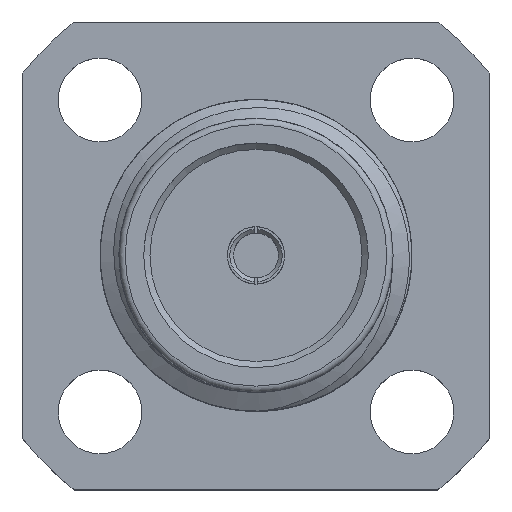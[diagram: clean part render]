
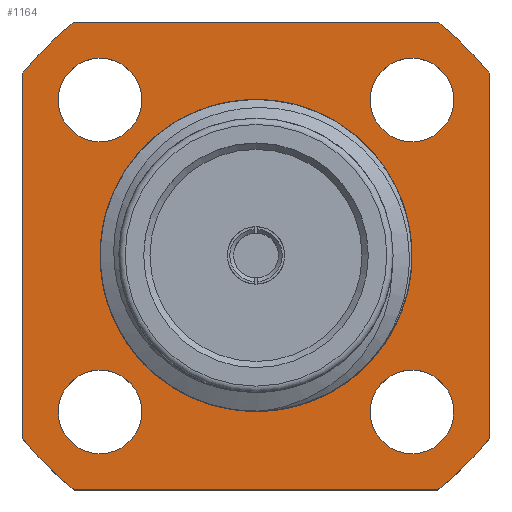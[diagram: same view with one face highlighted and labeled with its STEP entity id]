
A CAD part, top view. The second image highlights one B-rep face of the part: STEP entity #1164.
In plain terms, the highlighted planar face has unit normal (0, 0, 1).
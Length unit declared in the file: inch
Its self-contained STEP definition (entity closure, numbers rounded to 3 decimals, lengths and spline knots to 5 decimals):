
#19 = FACE_OUTER_BOUND ( 'NONE', #894, .T. ) ;
#20 = EDGE_CURVE ( 'NONE', #422, #422, #765, .T. ) ;
#24 = CARTESIAN_POINT ( 'NONE',  ( 0.1875, 0.14577, 0. ) ) ;
#53 = CARTESIAN_POINT ( 'NONE',  ( -0.1875, -0.14577, 0. ) ) ;
#62 = EDGE_CURVE ( 'NONE', #1826, #283, #1795, .T. ) ;
#65 = CARTESIAN_POINT ( 'NONE',  ( -0.1875, -0.1875, 0. ) ) ;
#101 = CARTESIAN_POINT ( 'NONE',  ( 0.1875, -0.14577, 0. ) ) ;
#114 = VERTEX_POINT ( 'NONE', #53 ) ;
#133 = EDGE_LOOP ( 'NONE', ( #2106 ) ) ;
#142 = EDGE_CURVE ( 'NONE', #1339, #1339, #1374, .T. ) ;
#144 = CARTESIAN_POINT ( 'NONE',  ( 0.1875, -0.1875, 0. ) ) ;
#170 = CARTESIAN_POINT ( 'NONE',  ( 0.14577, -0.1875, 0. ) ) ;
#172 = VERTEX_POINT ( 'NONE', #1330 ) ;
#195 = CARTESIAN_POINT ( 'NONE',  ( -0.0915, 0.125, 0. ) ) ;
#247 = LINE ( 'NONE', #65, #1588 ) ;
#257 = ORIENTED_EDGE ( 'NONE', *, *, #2051, .T. ) ;
#283 = VERTEX_POINT ( 'NONE', #423 ) ;
#292 = AXIS2_PLACEMENT_3D ( 'NONE', #2351, #1949, #489 ) ;
#313 = EDGE_LOOP ( 'NONE', ( #887 ) ) ;
#331 = LINE ( 'NONE', #801, #2400 ) ;
#334 = DIRECTION ( 'NONE',  ( -1., 0., 0. ) ) ;
#366 = FACE_BOUND ( 'NONE', #133, .T. ) ;
#392 = CARTESIAN_POINT ( 'NONE',  ( -0.0915, -0.125, 0. ) ) ;
#395 = EDGE_CURVE ( 'NONE', #114, #763, #2339, .T. ) ;
#422 = VERTEX_POINT ( 'NONE', #195 ) ;
#423 = CARTESIAN_POINT ( 'NONE',  ( -0.1875, 0.14577, 0. ) ) ;
#486 = EDGE_CURVE ( 'NONE', #1906, #1906, #2376, .T. ) ;
#489 = DIRECTION ( 'NONE',  ( 1., 0., 0. ) ) ;
#505 = DIRECTION ( 'NONE',  ( -1., 0., 0. ) ) ;
#507 = CARTESIAN_POINT ( 'NONE',  ( -0.1875, -0.1875, 0. ) ) ;
#512 = FACE_BOUND ( 'NONE', #1596, .T. ) ;
#526 = AXIS2_PLACEMENT_3D ( 'NONE', #2208, #2241, #334 ) ;
#575 = FACE_BOUND ( 'NONE', #313, .T. ) ;
#631 = EDGE_CURVE ( 'NONE', #634, #634, #1621, .T. ) ;
#634 = VERTEX_POINT ( 'NONE', #1178 ) ;
#673 = ORIENTED_EDGE ( 'NONE', *, *, #395, .T. ) ;
#675 = AXIS2_PLACEMENT_3D ( 'NONE', #2010, #871, #1797 ) ;
#680 = DIRECTION ( 'NONE',  ( 0., 0., 1. ) ) ;
#763 = VERTEX_POINT ( 'NONE', #1347 ) ;
#765 = CIRCLE ( 'NONE', #812, 0.0335 ) ;
#801 = CARTESIAN_POINT ( 'NONE',  ( -0.1875, 0.1875, 0. ) ) ;
#806 = AXIS2_PLACEMENT_3D ( 'NONE', #1470, #1683, #1852 ) ;
#812 = AXIS2_PLACEMENT_3D ( 'NONE', #2145, #1399, #1761 ) ;
#862 = CARTESIAN_POINT ( 'NONE',  ( 0., 0., 0. ) ) ;
#863 = EDGE_CURVE ( 'NONE', #2172, #1984, #1594, .T. ) ;
#870 = PLANE ( 'NONE',  #526 ) ;
#871 = DIRECTION ( 'NONE',  ( 0., 0., 1. ) ) ;
#887 = ORIENTED_EDGE ( 'NONE', *, *, #486, .F. ) ;
#894 = EDGE_LOOP ( 'NONE', ( #2260, #1416, #673, #2408, #1512, #1808, #257, #1293 ) ) ;
#906 = CIRCLE ( 'NONE', #1605, 0.2375 ) ;
#932 = DIRECTION ( 'NONE',  ( 1., 0., 0. ) ) ;
#952 = EDGE_LOOP ( 'NONE', ( #2069 ) ) ;
#994 = AXIS2_PLACEMENT_3D ( 'NONE', #1907, #2116, #1555 ) ;
#1016 = EDGE_LOOP ( 'NONE', ( #1046 ) ) ;
#1046 = ORIENTED_EDGE ( 'NONE', *, *, #142, .F. ) ;
#1098 = FACE_BOUND ( 'NONE', #952, .T. ) ;
#1128 = LINE ( 'NONE', #144, #2159 ) ;
#1130 = EDGE_CURVE ( 'NONE', #763, #2172, #247, .T. ) ;
#1164 = ADVANCED_FACE ( 'NONE', ( #1098, #575, #2375, #366, #512, #19 ), #870, .F. ) ;
#1178 = CARTESIAN_POINT ( 'NONE',  ( 0.1585, 0.125, 0. ) ) ;
#1197 = LINE ( 'NONE', #507, #2131 ) ;
#1206 = DIRECTION ( 'NONE',  ( -1., 0., 0. ) ) ;
#1207 = ORIENTED_EDGE ( 'NONE', *, *, #20, .F. ) ;
#1234 = CARTESIAN_POINT ( 'NONE',  ( -0.14577, 0.1875, 0. ) ) ;
#1260 = CARTESIAN_POINT ( 'NONE',  ( 0., 0., 0. ) ) ;
#1293 = ORIENTED_EDGE ( 'NONE', *, *, #1436, .T. ) ;
#1328 = AXIS2_PLACEMENT_3D ( 'NONE', #1260, #680, #2377 ) ;
#1330 = CARTESIAN_POINT ( 'NONE',  ( 0.14577, 0.1875, 0. ) ) ;
#1339 = VERTEX_POINT ( 'NONE', #1908 ) ;
#1347 = CARTESIAN_POINT ( 'NONE',  ( -0.14577, -0.1875, 0. ) ) ;
#1374 = CIRCLE ( 'NONE', #1419, 0.0335 ) ;
#1388 = VERTEX_POINT ( 'NONE', #24 ) ;
#1399 = DIRECTION ( 'NONE',  ( 0., 0., 1. ) ) ;
#1416 = ORIENTED_EDGE ( 'NONE', *, *, #1517, .T. ) ;
#1419 = AXIS2_PLACEMENT_3D ( 'NONE', #2245, #1869, #2068 ) ;
#1436 = EDGE_CURVE ( 'NONE', #172, #1826, #331, .T. ) ;
#1470 = CARTESIAN_POINT ( 'NONE',  ( 0.125, 0.125, 0. ) ) ;
#1512 = ORIENTED_EDGE ( 'NONE', *, *, #863, .T. ) ;
#1517 = EDGE_CURVE ( 'NONE', #283, #114, #1197, .T. ) ;
#1555 = DIRECTION ( 'NONE',  ( 1., 0., 0. ) ) ;
#1578 = EDGE_CURVE ( 'NONE', #1984, #1388, #1128, .T. ) ;
#1588 = VECTOR ( 'NONE', #1775, 39.37008 ) ;
#1594 = CIRCLE ( 'NONE', #994, 0.2375 ) ;
#1596 = EDGE_LOOP ( 'NONE', ( #1207 ) ) ;
#1605 = AXIS2_PLACEMENT_3D ( 'NONE', #2413, #2040, #932 ) ;
#1621 = CIRCLE ( 'NONE', #806, 0.0335 ) ;
#1683 = DIRECTION ( 'NONE',  ( 0., 0., 1. ) ) ;
#1756 = CARTESIAN_POINT ( 'NONE',  ( -0.11489, 0., 0. ) ) ;
#1761 = DIRECTION ( 'NONE',  ( 1., 0., 0. ) ) ;
#1775 = DIRECTION ( 'NONE',  ( 1., 0., 0. ) ) ;
#1795 = CIRCLE ( 'NONE', #292, 0.2375 ) ;
#1797 = DIRECTION ( 'NONE',  ( 1., 0., 0. ) ) ;
#1808 = ORIENTED_EDGE ( 'NONE', *, *, #1578, .T. ) ;
#1826 = VERTEX_POINT ( 'NONE', #1234 ) ;
#1831 = DIRECTION ( 'NONE',  ( 0., 1., 0. ) ) ;
#1852 = DIRECTION ( 'NONE',  ( 1., 0., 0. ) ) ;
#1869 = DIRECTION ( 'NONE',  ( 0., 0., 1. ) ) ;
#1906 = VERTEX_POINT ( 'NONE', #392 ) ;
#1907 = CARTESIAN_POINT ( 'NONE',  ( 0., 0., 0. ) ) ;
#1908 = CARTESIAN_POINT ( 'NONE',  ( 0.1585, -0.125, 0. ) ) ;
#1949 = DIRECTION ( 'NONE',  ( 0., 0., 1. ) ) ;
#1984 = VERTEX_POINT ( 'NONE', #101 ) ;
#2010 = CARTESIAN_POINT ( 'NONE',  ( -0.125, -0.125, 0. ) ) ;
#2017 = EDGE_CURVE ( 'NONE', #2395, #2395, #2275, .T. ) ;
#2040 = DIRECTION ( 'NONE',  ( 0., 0., 1. ) ) ;
#2051 = EDGE_CURVE ( 'NONE', #1388, #172, #906, .T. ) ;
#2068 = DIRECTION ( 'NONE',  ( 1., 0., 0. ) ) ;
#2069 = ORIENTED_EDGE ( 'NONE', *, *, #2017, .T. ) ;
#2106 = ORIENTED_EDGE ( 'NONE', *, *, #631, .F. ) ;
#2116 = DIRECTION ( 'NONE',  ( 0., 0., 1. ) ) ;
#2131 = VECTOR ( 'NONE', #2212, 39.37008 ) ;
#2145 = CARTESIAN_POINT ( 'NONE',  ( -0.125, 0.125, 0. ) ) ;
#2159 = VECTOR ( 'NONE', #1831, 39.37008 ) ;
#2172 = VERTEX_POINT ( 'NONE', #170 ) ;
#2208 = CARTESIAN_POINT ( 'NONE',  ( 0., 0., 0. ) ) ;
#2212 = DIRECTION ( 'NONE',  ( 0., -1., 0. ) ) ;
#2241 = DIRECTION ( 'NONE',  ( 0., 0., -1. ) ) ;
#2245 = CARTESIAN_POINT ( 'NONE',  ( 0.125, -0.125, 0. ) ) ;
#2260 = ORIENTED_EDGE ( 'NONE', *, *, #62, .T. ) ;
#2275 = CIRCLE ( 'NONE', #2396, 0.11489 ) ;
#2339 = CIRCLE ( 'NONE', #1328, 0.2375 ) ;
#2351 = CARTESIAN_POINT ( 'NONE',  ( 0., 0., 0. ) ) ;
#2375 = FACE_BOUND ( 'NONE', #1016, .T. ) ;
#2376 = CIRCLE ( 'NONE', #675, 0.0335 ) ;
#2377 = DIRECTION ( 'NONE',  ( 1., 0., 0. ) ) ;
#2395 = VERTEX_POINT ( 'NONE', #1756 ) ;
#2396 = AXIS2_PLACEMENT_3D ( 'NONE', #862, #2407, #505 ) ;
#2400 = VECTOR ( 'NONE', #1206, 39.37008 ) ;
#2407 = DIRECTION ( 'NONE',  ( 0., 0., -1. ) ) ;
#2408 = ORIENTED_EDGE ( 'NONE', *, *, #1130, .T. ) ;
#2413 = CARTESIAN_POINT ( 'NONE',  ( 0., 0., 0. ) ) ;
